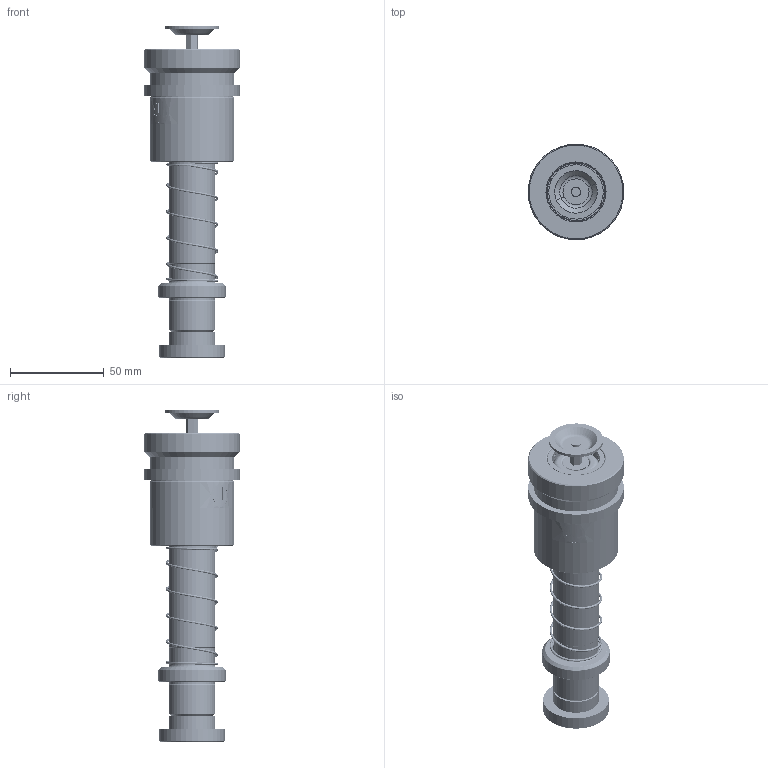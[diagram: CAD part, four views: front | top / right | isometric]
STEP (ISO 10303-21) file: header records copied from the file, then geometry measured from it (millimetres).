
FILE_DESCRIPTION (( 'STEP AP214' ), '1' );
FILE_NAME ('RTSH (RTJH)-D25-L130(BL-60).STEP', '2021-09-09T01:52:07', ( '' ), ( '' ), 'SwSTEP 2.0', 'SolidWorks 2016', '' );
FILE_SCHEMA (( 'AUTOMOTIVE_DESIGN' ));
Length unit declared in the file: millimetre
Products named in the file (289): BALL-D3; RTSH (RTJH)-D25-L130(BL-60); DRPM蹟簽D25; GTM-29郪蚾; BSH-30.5-25.5-L60; TRB25-35-25; GTM-M12蹟簽; TRPM-D25-L130; HWP-D27.5-d25.5-L60; GTM-29; GTM-3-縐种; BSH-D30.5-25.5-L60郪蚾
Assembly tree (281 placements, depth 3):
  BALL-D3
  BALL-D3
  BALL-D3
  RTSH (RTJH)-D25-L130(BL-60)
    TRPM-D25-L130
    DRPM蹟簽D25
    TRB25-35-25
    BSH-D30.5-25.5-L60郪蚾
      BSH-30.5-25.5-L60
      BALL-D3  x266
    HWP-D27.5-d25.5-L60
    GTM-29郪蚾
      GTM-29
      GTM-3-縐种
      GTM-M12蹟簽
  BALL-D3
Bounding box: 51 x 51 x 177 mm (x, y, z)
Volume: 151210.1 mm3; surface area: 66604.4 mm2
Topology: 274 solids, 274 shells, 1272 faces, 5334 edges, 3544 vertices
Faces by surface type: sphere 1064, cylinder 72, plane 52, cone 40, torus 22, bspline 22
Entity records: 54752 total; most frequent: CARTESIAN_POINT 30442, ORIENTED_EDGE 4258, DIRECTION 3698, EDGE_CURVE 2129, AXIS2_PLACEMENT_3D 1750, VERTEX_POINT 1396, EDGE_LOOP 1275, B_SPLINE_CURVE_WITH_KNOTS 1172
